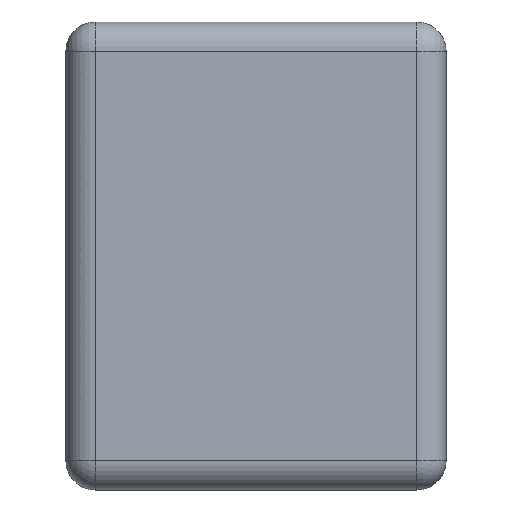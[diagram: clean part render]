
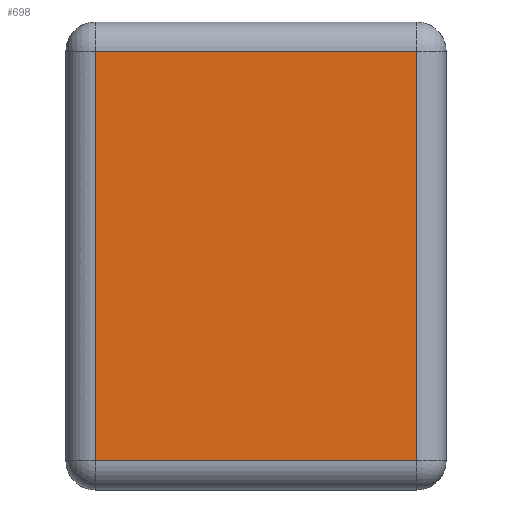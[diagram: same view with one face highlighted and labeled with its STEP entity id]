
A CAD part, left-side view. The second image highlights one B-rep face of the part: STEP entity #698.
In plain terms, the highlighted planar face has unit normal (-1, 0, 0).
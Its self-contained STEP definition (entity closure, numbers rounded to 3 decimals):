
#48 = FACE_OUTER_BOUND ( 'NONE', #699, .T. ) ;
#82 = DIRECTION ( 'NONE',  ( 0., 1., 0. ) ) ;
#83 = VECTOR ( 'NONE', #82, 1000. ) ;
#84 = CARTESIAN_POINT ( 'NONE',  ( -0.75, 0.65, 0.35 ) ) ;
#85 = LINE ( 'NONE', #84, #83 ) ;
#86 = DIRECTION ( 'NONE',  ( 0., 0., -1. ) ) ;
#87 = DIRECTION ( 'NONE',  ( 1., 0., 0. ) ) ;
#88 = CARTESIAN_POINT ( 'NONE',  ( -0.75, 0.65, 0.4 ) ) ;
#89 = AXIS2_PLACEMENT_3D ( 'NONE', #88, #87, #86 ) ;
#90 = PLANE ( 'NONE',  #89 ) ;
#675 = VERTEX_POINT ( 'NONE', #1651 ) ;
#676 = VERTEX_POINT ( 'NONE', #1650 ) ;
#677 = ORIENTED_EDGE ( 'NONE', *, *, #678, .T. ) ;
#678 = EDGE_CURVE ( 'NONE', #676, #679, #1649, .T. ) ;
#679 = VERTEX_POINT ( 'NONE', #1645 ) ;
#680 = ORIENTED_EDGE ( 'NONE', *, *, #681, .T. ) ;
#681 = EDGE_CURVE ( 'NONE', #679, #682, #1644, .T. ) ;
#682 = VERTEX_POINT ( 'NONE', #1640 ) ;
#683 = ORIENTED_EDGE ( 'NONE', *, *, #684, .T. ) ;
#684 = EDGE_CURVE ( 'NONE', #682, #675, #1638, .T. ) ;
#698 = ADVANCED_FACE ( 'NONE', ( #48 ), #90, .F. ) ;
#699 = EDGE_LOOP ( 'NONE', ( #700, #677, #680, #683 ) ) ;
#700 = ORIENTED_EDGE ( 'NONE', *, *, #701, .T. ) ;
#701 = EDGE_CURVE ( 'NONE', #675, #676, #85, .T. ) ;
#1635 = DIRECTION ( 'NONE',  ( 0., 0., 1. ) ) ;
#1636 = VECTOR ( 'NONE', #1635, 1000. ) ;
#1637 = CARTESIAN_POINT ( 'NONE',  ( -0.75, 0.05, 0.4 ) ) ;
#1638 = LINE ( 'NONE', #1637, #1636 ) ;
#1640 = CARTESIAN_POINT ( 'NONE',  ( -0.75, 0.05, -0.35 ) ) ;
#1641 = DIRECTION ( 'NONE',  ( 0., -1., 0. ) ) ;
#1642 = VECTOR ( 'NONE', #1641, 1000. ) ;
#1643 = CARTESIAN_POINT ( 'NONE',  ( -0.75, 0.65, -0.35 ) ) ;
#1644 = LINE ( 'NONE', #1643, #1642 ) ;
#1645 = CARTESIAN_POINT ( 'NONE',  ( -0.75, 0.6, -0.35 ) ) ;
#1646 = DIRECTION ( 'NONE',  ( 0., 0., -1. ) ) ;
#1647 = VECTOR ( 'NONE', #1646, 1000. ) ;
#1648 = CARTESIAN_POINT ( 'NONE',  ( -0.75, 0.6, 0.4 ) ) ;
#1649 = LINE ( 'NONE', #1648, #1647 ) ;
#1650 = CARTESIAN_POINT ( 'NONE',  ( -0.75, 0.6, 0.35 ) ) ;
#1651 = CARTESIAN_POINT ( 'NONE',  ( -0.75, 0.05, 0.35 ) ) ;
